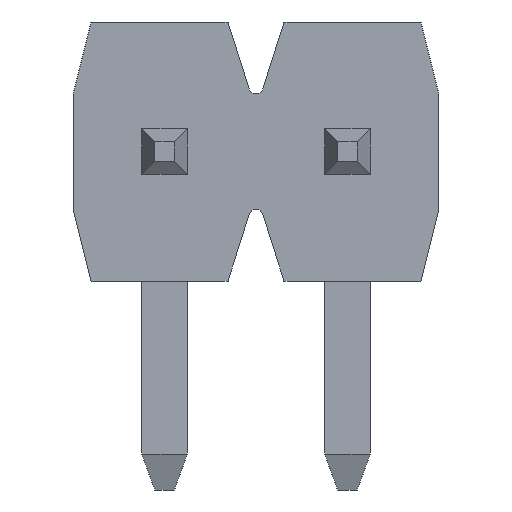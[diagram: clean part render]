
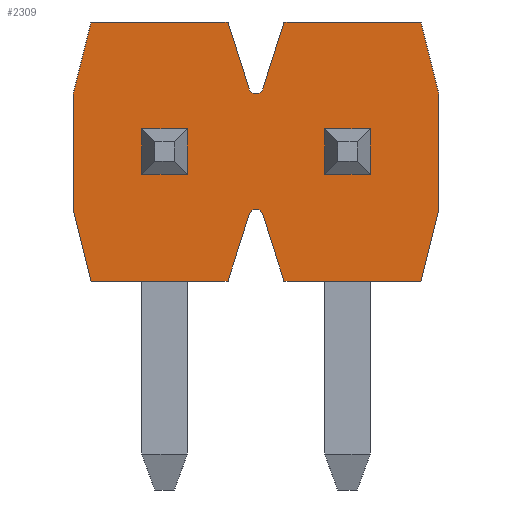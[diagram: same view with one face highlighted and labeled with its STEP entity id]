
A CAD part, front view. The second image highlights one B-rep face of the part: STEP entity #2309.
In plain terms, the highlighted planar face has unit normal (0, -1, 0).
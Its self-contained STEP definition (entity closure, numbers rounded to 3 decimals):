
#435=DIRECTION('',(0.301,0.,0.954));
#436=VECTOR('',#435,0.975);
#437=CARTESIAN_POINT('',(-0.389,-1.,-1.8));
#438=LINE('',#437,#436);
#439=DIRECTION('',(1.,0.,0.));
#440=VECTOR('',#439,1.901);
#441=CARTESIAN_POINT('',(-2.29,-1.,-1.8));
#442=LINE('',#441,#440);
#443=DIRECTION('',(0.243,0.,-0.97));
#444=VECTOR('',#443,1.031);
#445=CARTESIAN_POINT('',(-2.54,-1.,-0.8));
#446=LINE('',#445,#444);
#447=DIRECTION('',(0.,0.,-1.));
#448=VECTOR('',#447,1.6);
#449=CARTESIAN_POINT('',(-2.54,-1.,0.8));
#450=LINE('',#449,#448);
#451=DIRECTION('',(-0.243,0.,-0.97));
#452=VECTOR('',#451,1.031);
#453=CARTESIAN_POINT('',(-2.29,-1.,1.8));
#454=LINE('',#453,#452);
#455=DIRECTION('',(-1.,0.,0.));
#456=VECTOR('',#455,1.901);
#457=CARTESIAN_POINT('',(-0.389,-1.,1.8));
#458=LINE('',#457,#456);
#459=DIRECTION('',(-0.301,0.,0.954));
#460=VECTOR('',#459,0.975);
#461=CARTESIAN_POINT('',(-0.095,-1.,0.87));
#462=LINE('',#461,#460);
#463=CARTESIAN_POINT('',(0.,-1.,0.9));
#464=DIRECTION('',(0.,1.,0.));
#465=DIRECTION('',(0.954,0.,-0.301));
#466=AXIS2_PLACEMENT_3D('',#463,#464,#465);
#468=DIRECTION('',(-0.301,0.,-0.954));
#469=VECTOR('',#468,0.975);
#470=CARTESIAN_POINT('',(0.389,-1.,1.8));
#471=LINE('',#470,#469);
#472=DIRECTION('',(-1.,0.,0.));
#473=VECTOR('',#472,1.901);
#474=CARTESIAN_POINT('',(2.29,-1.,1.8));
#475=LINE('',#474,#473);
#476=DIRECTION('',(-0.243,0.,0.97));
#477=VECTOR('',#476,1.031);
#478=CARTESIAN_POINT('',(2.54,-1.,0.8));
#479=LINE('',#478,#477);
#480=DIRECTION('',(0.,0.,1.));
#481=VECTOR('',#480,1.6);
#482=CARTESIAN_POINT('',(2.54,-1.,-0.8));
#483=LINE('',#482,#481);
#484=DIRECTION('',(0.243,0.,0.97));
#485=VECTOR('',#484,1.031);
#486=CARTESIAN_POINT('',(2.29,-1.,-1.8));
#487=LINE('',#486,#485);
#488=DIRECTION('',(1.,0.,0.));
#489=VECTOR('',#488,1.901);
#490=CARTESIAN_POINT('',(0.389,-1.,-1.8));
#491=LINE('',#490,#489);
#492=DIRECTION('',(0.301,0.,-0.954));
#493=VECTOR('',#492,0.975);
#494=CARTESIAN_POINT('',(0.095,-1.,-0.87));
#495=LINE('',#494,#493);
#496=CARTESIAN_POINT('',(0.,-1.,-0.9));
#497=DIRECTION('',(0.,1.,0.));
#498=DIRECTION('',(-0.954,0.,0.301));
#499=AXIS2_PLACEMENT_3D('',#496,#497,#498);
#501=DIRECTION('',(0.,0.,-1.));
#502=VECTOR('',#501,0.635);
#503=CARTESIAN_POINT('',(0.953,-1.,0.318));
#504=LINE('',#503,#502);
#505=DIRECTION('',(1.,0.,0.));
#506=VECTOR('',#505,0.635);
#507=CARTESIAN_POINT('',(0.953,-1.,-0.318));
#508=LINE('',#507,#506);
#509=DIRECTION('',(0.,0.,-1.));
#510=VECTOR('',#509,0.635);
#511=CARTESIAN_POINT('',(1.588,-1.,0.318));
#512=LINE('',#511,#510);
#513=DIRECTION('',(1.,0.,0.));
#514=VECTOR('',#513,0.635);
#515=CARTESIAN_POINT('',(0.953,-1.,0.318));
#516=LINE('',#515,#514);
#517=DIRECTION('',(0.,0.,1.));
#518=VECTOR('',#517,0.635);
#519=CARTESIAN_POINT('',(-1.588,-1.,-0.318));
#520=LINE('',#519,#518);
#521=DIRECTION('',(1.,0.,0.));
#522=VECTOR('',#521,0.635);
#523=CARTESIAN_POINT('',(-1.588,-1.,-0.318));
#524=LINE('',#523,#522);
#525=DIRECTION('',(0.,0.,1.));
#526=VECTOR('',#525,0.635);
#527=CARTESIAN_POINT('',(-0.953,-1.,-0.318));
#528=LINE('',#527,#526);
#529=DIRECTION('',(1.,0.,0.));
#530=VECTOR('',#529,0.635);
#531=CARTESIAN_POINT('',(-1.588,-1.,0.318));
#532=LINE('',#531,#530);
#1469=CARTESIAN_POINT('',(-2.54,-1.,0.8));
#1470=CARTESIAN_POINT('',(-2.54,-1.,-0.8));
#1471=VERTEX_POINT('',#1469);
#1472=VERTEX_POINT('',#1470);
#1473=CARTESIAN_POINT('',(-2.29,-1.,-1.8));
#1474=VERTEX_POINT('',#1473);
#1475=CARTESIAN_POINT('',(2.29,-1.,-1.8));
#1476=CARTESIAN_POINT('',(2.54,-1.,-0.8));
#1477=VERTEX_POINT('',#1475);
#1478=VERTEX_POINT('',#1476);
#1479=CARTESIAN_POINT('',(2.54,-1.,0.8));
#1480=VERTEX_POINT('',#1479);
#1481=CARTESIAN_POINT('',(2.29,-1.,1.8));
#1482=VERTEX_POINT('',#1481);
#1483=CARTESIAN_POINT('',(-2.29,-1.,1.8));
#1484=VERTEX_POINT('',#1483);
#1493=CARTESIAN_POINT('',(-0.389,-1.,-1.8));
#1494=CARTESIAN_POINT('',(-0.095,-1.,-0.87));
#1495=VERTEX_POINT('',#1493);
#1496=VERTEX_POINT('',#1494);
#1497=CARTESIAN_POINT('',(0.095,-1.,-0.87));
#1498=CARTESIAN_POINT('',(0.389,-1.,-1.8));
#1499=VERTEX_POINT('',#1497);
#1500=VERTEX_POINT('',#1498);
#1505=CARTESIAN_POINT('',(0.389,-1.,1.8));
#1506=VERTEX_POINT('',#1505);
#1507=CARTESIAN_POINT('',(-0.389,-1.,1.8));
#1508=VERTEX_POINT('',#1507);
#1581=CARTESIAN_POINT('',(0.953,-1.,0.318));
#1582=CARTESIAN_POINT('',(0.953,-1.,-0.318));
#1583=VERTEX_POINT('',#1581);
#1584=VERTEX_POINT('',#1582);
#1585=CARTESIAN_POINT('',(1.588,-1.,0.318));
#1586=CARTESIAN_POINT('',(1.588,-1.,-0.318));
#1587=VERTEX_POINT('',#1585);
#1588=VERTEX_POINT('',#1586);
#1641=CARTESIAN_POINT('',(0.095,-1.,0.87));
#1642=VERTEX_POINT('',#1641);
#1643=CARTESIAN_POINT('',(-0.095,-1.,0.87));
#1644=VERTEX_POINT('',#1643);
#1861=CARTESIAN_POINT('',(-1.588,-1.,-0.318));
#1862=CARTESIAN_POINT('',(-1.588,-1.,0.318));
#1863=VERTEX_POINT('',#1861);
#1864=VERTEX_POINT('',#1862);
#1865=CARTESIAN_POINT('',(-0.953,-1.,-0.318));
#1866=CARTESIAN_POINT('',(-0.953,-1.,0.318));
#1867=VERTEX_POINT('',#1865);
#1868=VERTEX_POINT('',#1866);
#2261=CARTESIAN_POINT('',(0.,-1.,0.));
#2262=DIRECTION('',(0.,-1.,0.));
#2263=DIRECTION('',(1.,0.,0.));
#2264=AXIS2_PLACEMENT_3D('',#2261,#2262,#2263);
#2265=PLANE('',#2264);
#2266=ORIENTED_EDGE('',*,*,#2113,.F.);
#2267=ORIENTED_EDGE('',*,*,#2129,.F.);
#2268=ORIENTED_EDGE('',*,*,#2157,.F.);
#2269=ORIENTED_EDGE('',*,*,#2171,.F.);
#2270=ORIENTED_EDGE('',*,*,#2185,.F.);
#2271=ORIENTED_EDGE('',*,*,#2214,.F.);
#2273=ORIENTED_EDGE('',*,*,#2272,.F.);
#2275=ORIENTED_EDGE('',*,*,#2274,.F.);
#2277=ORIENTED_EDGE('',*,*,#2276,.F.);
#2278=ORIENTED_EDGE('',*,*,#2199,.F.);
#2279=ORIENTED_EDGE('',*,*,#2228,.F.);
#2280=ORIENTED_EDGE('',*,*,#2242,.F.);
#2281=ORIENTED_EDGE('',*,*,#2255,.F.);
#2282=ORIENTED_EDGE('',*,*,#2141,.F.);
#2284=ORIENTED_EDGE('',*,*,#2283,.F.);
#2286=ORIENTED_EDGE('',*,*,#2285,.F.);
#2287=EDGE_LOOP('',(#2266,#2267,#2268,#2269,#2270,#2271,#2273,#2275,#2277,#2278,
#2279,#2280,#2281,#2282,#2284,#2286));
#2288=FACE_OUTER_BOUND('',#2287,.F.);
#2290=ORIENTED_EDGE('',*,*,#2289,.T.);
#2292=ORIENTED_EDGE('',*,*,#2291,.T.);
#2294=ORIENTED_EDGE('',*,*,#2293,.F.);
#2296=ORIENTED_EDGE('',*,*,#2295,.F.);
#2297=EDGE_LOOP('',(#2290,#2292,#2294,#2296));
#2298=FACE_BOUND('',#2297,.F.);
#2300=ORIENTED_EDGE('',*,*,#2299,.F.);
#2302=ORIENTED_EDGE('',*,*,#2301,.T.);
#2304=ORIENTED_EDGE('',*,*,#2303,.T.);
#2306=ORIENTED_EDGE('',*,*,#2305,.F.);
#2307=EDGE_LOOP('',(#2300,#2302,#2304,#2306));
#2308=FACE_BOUND('',#2307,.F.);
#2309=ADVANCED_FACE('',(#2288,#2298,#2308),#2265,.T.);
#467=CIRCLE('',#466,0.1);
#500=CIRCLE('',#499,0.1);
#2113=EDGE_CURVE('',#1495,#1496,#438,.T.);
#2129=EDGE_CURVE('',#1474,#1495,#442,.T.);
#2141=EDGE_CURVE('',#1500,#1477,#491,.T.);
#2157=EDGE_CURVE('',#1472,#1474,#446,.T.);
#2171=EDGE_CURVE('',#1471,#1472,#450,.T.);
#2185=EDGE_CURVE('',#1484,#1471,#454,.T.);
#2199=EDGE_CURVE('',#1482,#1506,#475,.T.);
#2214=EDGE_CURVE('',#1508,#1484,#458,.T.);
#2228=EDGE_CURVE('',#1480,#1482,#479,.T.);
#2242=EDGE_CURVE('',#1478,#1480,#483,.T.);
#2255=EDGE_CURVE('',#1477,#1478,#487,.T.);
#2272=EDGE_CURVE('',#1644,#1508,#462,.T.);
#2274=EDGE_CURVE('',#1642,#1644,#467,.T.);
#2276=EDGE_CURVE('',#1506,#1642,#471,.T.);
#2283=EDGE_CURVE('',#1499,#1500,#495,.T.);
#2285=EDGE_CURVE('',#1496,#1499,#500,.T.);
#2289=EDGE_CURVE('',#1583,#1584,#504,.T.);
#2291=EDGE_CURVE('',#1584,#1588,#508,.T.);
#2293=EDGE_CURVE('',#1587,#1588,#512,.T.);
#2295=EDGE_CURVE('',#1583,#1587,#516,.T.);
#2299=EDGE_CURVE('',#1863,#1864,#520,.T.);
#2301=EDGE_CURVE('',#1863,#1867,#524,.T.);
#2303=EDGE_CURVE('',#1867,#1868,#528,.T.);
#2305=EDGE_CURVE('',#1864,#1868,#532,.T.);
